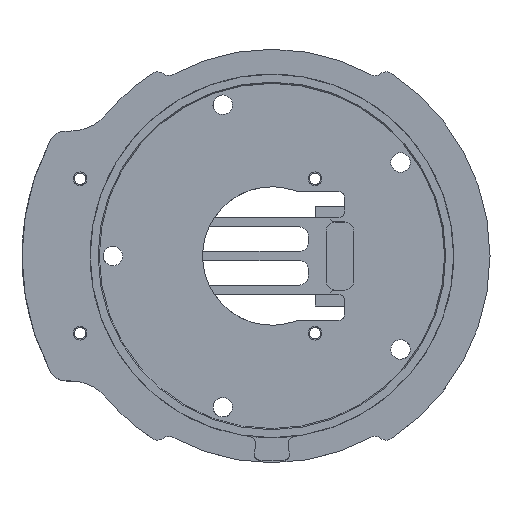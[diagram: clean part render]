
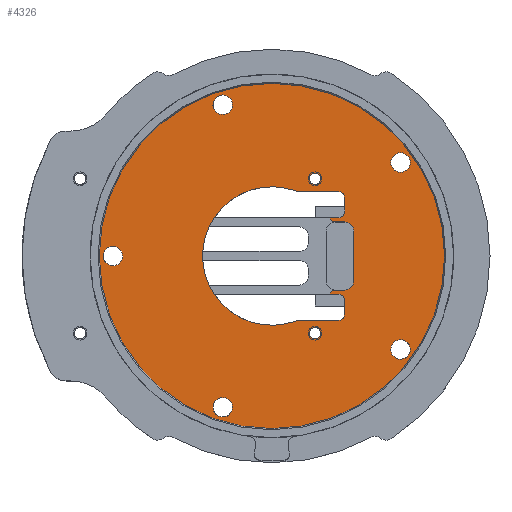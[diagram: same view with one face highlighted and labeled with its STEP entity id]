
A CAD part, top view. The second image highlights one B-rep face of the part: STEP entity #4326.
In plain terms, the highlighted planar face has unit normal (0, 0, 1).
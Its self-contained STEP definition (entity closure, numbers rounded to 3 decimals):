
#217=FACE_BOUND('',#508,.T.);
#218=FACE_BOUND('',#509,.T.);
#219=FACE_BOUND('',#510,.T.);
#220=FACE_BOUND('',#511,.T.);
#221=FACE_BOUND('',#512,.T.);
#222=FACE_BOUND('',#513,.T.);
#223=FACE_BOUND('',#514,.T.);
#224=FACE_BOUND('',#515,.T.);
#248=FACE_OUTER_BOUND('',#507,.T.);
#507=EDGE_LOOP('',(#3022));
#508=EDGE_LOOP('',(#3023));
#509=EDGE_LOOP('',(#3024));
#510=EDGE_LOOP('',(#3025));
#511=EDGE_LOOP('',(#3026));
#512=EDGE_LOOP('',(#3027));
#513=EDGE_LOOP('',(#3028));
#514=EDGE_LOOP('',(#3029));
#515=EDGE_LOOP('',(#3030,#3031,#3032,#3033,#3034,#3035,#3036,#3037,#3038,
#3039,#3040,#3041,#3042,#3043,#3044,#3045,#3046,#3047));
#843=CIRCLE('',#4657,2.15);
#844=CIRCLE('',#4659,38.);
#845=CIRCLE('',#4660,2.15);
#846=CIRCLE('',#4661,2.15);
#847=CIRCLE('',#4662,2.15);
#848=CIRCLE('',#4663,2.15);
#849=CIRCLE('',#4664,1.25);
#850=CIRCLE('',#4665,1.25);
#851=CIRCLE('',#4666,15.25);
#852=CIRCLE('',#4667,1.5);
#853=CIRCLE('',#4668,1.5);
#854=CIRCLE('',#4669,15.25);
#855=CIRCLE('',#4670,1.5);
#856=CIRCLE('',#4671,1.5);
#857=CIRCLE('',#4672,15.25);
#858=CIRCLE('',#4673,2.);
#859=CIRCLE('',#4674,2.);
#1116=LINE('',#6842,#1475);
#1117=LINE('',#6846,#1476);
#1118=LINE('',#6850,#1477);
#1119=LINE('',#6854,#1478);
#1120=LINE('',#6858,#1479);
#1121=LINE('',#6862,#1480);
#1122=LINE('',#6866,#1481);
#1123=LINE('',#6870,#1482);
#1124=LINE('',#6874,#1483);
#1475=VECTOR('',#5346,2.722);
#1476=VECTOR('',#5349,1.772);
#1477=VECTOR('',#5352,2.8);
#1478=VECTOR('',#5355,8.939);
#1479=VECTOR('',#5358,8.939);
#1480=VECTOR('',#5361,2.8);
#1481=VECTOR('',#5364,1.772);
#1482=VECTOR('',#5367,2.722);
#1483=VECTOR('',#5370,11.);
#1902=VERTEX_POINT('',#6822);
#1903=VERTEX_POINT('',#6826);
#1904=VERTEX_POINT('',#6828);
#1905=VERTEX_POINT('',#6830);
#1906=VERTEX_POINT('',#6832);
#1907=VERTEX_POINT('',#6834);
#1908=VERTEX_POINT('',#6836);
#1909=VERTEX_POINT('',#6838);
#1910=VERTEX_POINT('',#6840);
#1911=VERTEX_POINT('',#6841);
#1912=VERTEX_POINT('',#6843);
#1913=VERTEX_POINT('',#6845);
#1914=VERTEX_POINT('',#6847);
#1915=VERTEX_POINT('',#6849);
#1916=VERTEX_POINT('',#6851);
#1917=VERTEX_POINT('',#6853);
#1918=VERTEX_POINT('',#6855);
#1919=VERTEX_POINT('',#6857);
#1920=VERTEX_POINT('',#6859);
#1921=VERTEX_POINT('',#6861);
#1922=VERTEX_POINT('',#6863);
#1923=VERTEX_POINT('',#6865);
#1924=VERTEX_POINT('',#6867);
#1925=VERTEX_POINT('',#6869);
#1926=VERTEX_POINT('',#6871);
#1927=VERTEX_POINT('',#6873);
#2341=EDGE_CURVE('',#1902,#1902,#843,.T.);
#2343=EDGE_CURVE('',#1903,#1903,#844,.T.);
#2344=EDGE_CURVE('',#1904,#1904,#845,.T.);
#2345=EDGE_CURVE('',#1905,#1905,#846,.T.);
#2346=EDGE_CURVE('',#1906,#1906,#847,.T.);
#2347=EDGE_CURVE('',#1907,#1907,#848,.T.);
#2348=EDGE_CURVE('',#1908,#1908,#849,.T.);
#2349=EDGE_CURVE('',#1909,#1909,#850,.T.);
#2350=EDGE_CURVE('',#1910,#1911,#1116,.T.);
#2351=EDGE_CURVE('',#1910,#1912,#851,.T.);
#2352=EDGE_CURVE('',#1913,#1912,#1117,.T.);
#2353=EDGE_CURVE('',#1914,#1913,#852,.T.);
#2354=EDGE_CURVE('',#1915,#1914,#1118,.T.);
#2355=EDGE_CURVE('',#1916,#1915,#853,.T.);
#2356=EDGE_CURVE('',#1917,#1916,#1119,.T.);
#2357=EDGE_CURVE('',#1917,#1918,#854,.T.);
#2358=EDGE_CURVE('',#1919,#1918,#1120,.T.);
#2359=EDGE_CURVE('',#1920,#1919,#855,.T.);
#2360=EDGE_CURVE('',#1921,#1920,#1121,.T.);
#2361=EDGE_CURVE('',#1922,#1921,#856,.T.);
#2362=EDGE_CURVE('',#1923,#1922,#1122,.T.);
#2363=EDGE_CURVE('',#1923,#1924,#857,.T.);
#2364=EDGE_CURVE('',#1925,#1924,#1123,.T.);
#2365=EDGE_CURVE('',#1925,#1926,#858,.T.);
#2366=EDGE_CURVE('',#1927,#1926,#1124,.T.);
#2367=EDGE_CURVE('',#1927,#1911,#859,.T.);
#3022=ORIENTED_EDGE('',*,*,#2343,.F.);
#3023=ORIENTED_EDGE('',*,*,#2344,.T.);
#3024=ORIENTED_EDGE('',*,*,#2345,.T.);
#3025=ORIENTED_EDGE('',*,*,#2341,.T.);
#3026=ORIENTED_EDGE('',*,*,#2346,.T.);
#3027=ORIENTED_EDGE('',*,*,#2347,.T.);
#3028=ORIENTED_EDGE('',*,*,#2348,.T.);
#3029=ORIENTED_EDGE('',*,*,#2349,.T.);
#3030=ORIENTED_EDGE('',*,*,#2350,.F.);
#3031=ORIENTED_EDGE('',*,*,#2351,.T.);
#3032=ORIENTED_EDGE('',*,*,#2352,.F.);
#3033=ORIENTED_EDGE('',*,*,#2353,.F.);
#3034=ORIENTED_EDGE('',*,*,#2354,.F.);
#3035=ORIENTED_EDGE('',*,*,#2355,.F.);
#3036=ORIENTED_EDGE('',*,*,#2356,.F.);
#3037=ORIENTED_EDGE('',*,*,#2357,.T.);
#3038=ORIENTED_EDGE('',*,*,#2358,.F.);
#3039=ORIENTED_EDGE('',*,*,#2359,.F.);
#3040=ORIENTED_EDGE('',*,*,#2360,.F.);
#3041=ORIENTED_EDGE('',*,*,#2361,.F.);
#3042=ORIENTED_EDGE('',*,*,#2362,.F.);
#3043=ORIENTED_EDGE('',*,*,#2363,.T.);
#3044=ORIENTED_EDGE('',*,*,#2364,.F.);
#3045=ORIENTED_EDGE('',*,*,#2365,.T.);
#3046=ORIENTED_EDGE('',*,*,#2366,.F.);
#3047=ORIENTED_EDGE('',*,*,#2367,.T.);
#4237=PLANE('',#4658);
#4326=ADVANCED_FACE('',(#248,#217,#218,#219,#220,#221,#222,#223,#224),#4237,
 .T.);
#4657=AXIS2_PLACEMENT_3D('',#6823,#5327,#5328);
#4658=AXIS2_PLACEMENT_3D('',#6825,#5330,#5331);
#4659=AXIS2_PLACEMENT_3D('',#6827,#5332,#5333);
#4660=AXIS2_PLACEMENT_3D('',#6829,#5334,#5335);
#4661=AXIS2_PLACEMENT_3D('',#6831,#5336,#5337);
#4662=AXIS2_PLACEMENT_3D('',#6833,#5338,#5339);
#4663=AXIS2_PLACEMENT_3D('',#6835,#5340,#5341);
#4664=AXIS2_PLACEMENT_3D('',#6837,#5342,#5343);
#4665=AXIS2_PLACEMENT_3D('',#6839,#5344,#5345);
#4666=AXIS2_PLACEMENT_3D('',#6844,#5347,#5348);
#4667=AXIS2_PLACEMENT_3D('',#6848,#5350,#5351);
#4668=AXIS2_PLACEMENT_3D('',#6852,#5353,#5354);
#4669=AXIS2_PLACEMENT_3D('',#6856,#5356,#5357);
#4670=AXIS2_PLACEMENT_3D('',#6860,#5359,#5360);
#4671=AXIS2_PLACEMENT_3D('',#6864,#5362,#5363);
#4672=AXIS2_PLACEMENT_3D('',#6868,#5365,#5366);
#4673=AXIS2_PLACEMENT_3D('',#6872,#5368,#5369);
#4674=AXIS2_PLACEMENT_3D('',#6875,#5371,#5372);
#5327=DIRECTION('center_axis',(0.,0.,-1.));
#5328=DIRECTION('ref_axis',(-0.809,0.588,0.));
#5330=DIRECTION('center_axis',(0.,0.,1.));
#5331=DIRECTION('ref_axis',(1.,0.,0.));
#5332=DIRECTION('center_axis',(0.,0.,-1.));
#5333=DIRECTION('ref_axis',(0.,-1.,0.));
#5334=DIRECTION('center_axis',(0.,0.,-1.));
#5335=DIRECTION('ref_axis',(1.,0.,0.));
#5336=DIRECTION('center_axis',(0.,0.,-1.));
#5337=DIRECTION('ref_axis',(0.309,0.951,0.));
#5338=DIRECTION('center_axis',(0.,0.,-1.));
#5339=DIRECTION('ref_axis',(-0.809,-0.588,0.));
#5340=DIRECTION('center_axis',(0.,0.,-1.));
#5341=DIRECTION('ref_axis',(0.309,-0.951,0.));
#5342=DIRECTION('center_axis',(0.,0.,-1.));
#5343=DIRECTION('ref_axis',(1.,0.,0.));
#5344=DIRECTION('center_axis',(0.,0.,-1.));
#5345=DIRECTION('ref_axis',(1.,0.,0.));
#5346=DIRECTION('',(1.,0.,0.));
#5347=DIRECTION('center_axis',(0.,0.,-1.));
#5348=DIRECTION('ref_axis',(0.871,-0.492,0.));
#5349=DIRECTION('',(-1.,0.,0.));
#5350=DIRECTION('center_axis',(0.,0.,1.));
#5351=DIRECTION('ref_axis',(1.,0.,0.));
#5352=DIRECTION('',(0.,1.,0.));
#5353=DIRECTION('center_axis',(0.,0.,1.));
#5354=DIRECTION('ref_axis',(0.,-1.,0.));
#5355=DIRECTION('',(1.,0.,0.));
#5356=DIRECTION('center_axis',(0.,0.,-1.));
#5357=DIRECTION('ref_axis',(0.365,-0.931,0.));
#5358=DIRECTION('',(-1.,0.,0.));
#5359=DIRECTION('center_axis',(0.,0.,1.));
#5360=DIRECTION('ref_axis',(1.,0.,0.));
#5361=DIRECTION('',(0.,1.,0.));
#5362=DIRECTION('center_axis',(0.,0.,1.));
#5363=DIRECTION('ref_axis',(0.,-1.,0.));
#5364=DIRECTION('',(1.,0.,0.));
#5365=DIRECTION('center_axis',(0.,0.,-1.));
#5366=DIRECTION('ref_axis',(0.835,0.551,0.));
#5367=DIRECTION('',(-1.,0.,0.));
#5368=DIRECTION('center_axis',(0.,0.,-1.));
#5369=DIRECTION('ref_axis',(0.,1.,0.));
#5370=DIRECTION('',(0.,1.,0.));
#5371=DIRECTION('center_axis',(0.,0.,-1.));
#5372=DIRECTION('ref_axis',(1.,0.,0.));
#6822=CARTESIAN_POINT('',(-33.261,-1.264,0.));
#6823=CARTESIAN_POINT('Origin',(-35.,0.,0.));
#6825=CARTESIAN_POINT('Origin',(0.,0.,0.));
#6826=CARTESIAN_POINT('',(0.,-38.,0.));
#6827=CARTESIAN_POINT('Origin',(0.,0.,0.));
#6828=CARTESIAN_POINT('',(26.166,20.572,0.));
#6829=CARTESIAN_POINT('Origin',(28.316,20.572,0.));
#6830=CARTESIAN_POINT('',(-11.48,31.242,0.));
#6831=CARTESIAN_POINT('Origin',(-10.816,33.287,0.));
#6832=CARTESIAN_POINT('',(-9.076,-32.023,0.));
#6833=CARTESIAN_POINT('Origin',(-10.816,-33.287,0.));
#6834=CARTESIAN_POINT('',(27.651,-18.528,0.));
#6835=CARTESIAN_POINT('Origin',(28.316,-20.572,0.));
#6836=CARTESIAN_POINT('',(8.25,17.,0.));
#6837=CARTESIAN_POINT('Origin',(9.5,17.,0.));
#6838=CARTESIAN_POINT('',(8.25,-17.,0.));
#6839=CARTESIAN_POINT('Origin',(9.5,-17.,0.));
#6840=CARTESIAN_POINT('',(13.278,-7.5,0.));
#6841=CARTESIAN_POINT('',(16.,-7.5,0.));
#6842=CARTESIAN_POINT('',(13.278,-7.5,0.));
#6843=CARTESIAN_POINT('',(12.728,-8.4,0.));
#6844=CARTESIAN_POINT('Origin',(0.,0.,0.));
#6845=CARTESIAN_POINT('',(14.5,-8.4,0.));
#6846=CARTESIAN_POINT('',(14.5,-8.4,0.));
#6847=CARTESIAN_POINT('',(16.,-9.9,0.));
#6848=CARTESIAN_POINT('Origin',(14.5,-9.9,0.));
#6849=CARTESIAN_POINT('',(16.,-12.7,0.));
#6850=CARTESIAN_POINT('',(16.,-12.7,0.));
#6851=CARTESIAN_POINT('',(14.5,-14.2,0.));
#6852=CARTESIAN_POINT('Origin',(14.5,-12.7,0.));
#6853=CARTESIAN_POINT('',(5.561,-14.2,0.));
#6854=CARTESIAN_POINT('',(5.561,-14.2,0.));
#6855=CARTESIAN_POINT('',(5.561,14.2,0.));
#6856=CARTESIAN_POINT('Origin',(0.,0.,0.));
#6857=CARTESIAN_POINT('',(14.5,14.2,0.));
#6858=CARTESIAN_POINT('',(14.5,14.2,0.));
#6859=CARTESIAN_POINT('',(16.,12.7,0.));
#6860=CARTESIAN_POINT('Origin',(14.5,12.7,0.));
#6861=CARTESIAN_POINT('',(16.,9.9,0.));
#6862=CARTESIAN_POINT('',(16.,9.9,0.));
#6863=CARTESIAN_POINT('',(14.5,8.4,0.));
#6864=CARTESIAN_POINT('Origin',(14.5,9.9,0.));
#6865=CARTESIAN_POINT('',(12.728,8.4,0.));
#6866=CARTESIAN_POINT('',(12.728,8.4,0.));
#6867=CARTESIAN_POINT('',(13.278,7.5,0.));
#6868=CARTESIAN_POINT('Origin',(0.,0.,0.));
#6869=CARTESIAN_POINT('',(16.,7.5,0.));
#6870=CARTESIAN_POINT('',(16.,7.5,0.));
#6871=CARTESIAN_POINT('',(18.,5.5,0.));
#6872=CARTESIAN_POINT('Origin',(16.,5.5,0.));
#6873=CARTESIAN_POINT('',(18.,-5.5,0.));
#6874=CARTESIAN_POINT('',(18.,-5.5,0.));
#6875=CARTESIAN_POINT('Origin',(16.,-5.5,0.));
